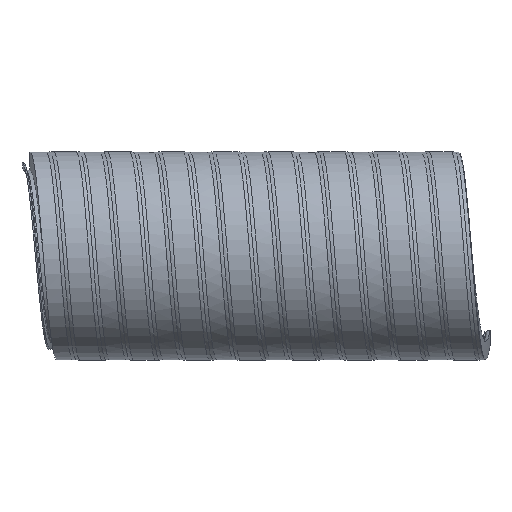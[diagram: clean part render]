
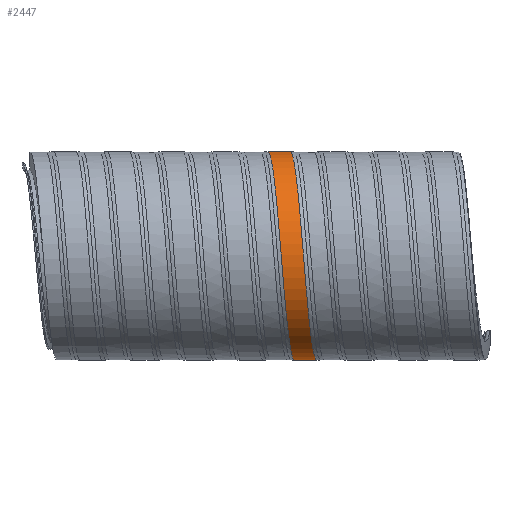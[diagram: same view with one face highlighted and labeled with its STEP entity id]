
A CAD part, top view. The second image highlights one B-rep face of the part: STEP entity #2447.
In plain terms, the highlighted cylindrical face has radius 22.5 mm (diameter 45 mm), a full revolution.
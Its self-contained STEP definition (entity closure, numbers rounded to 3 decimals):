
#241=FACE_OUTER_BOUND('',#362,.T.);
#362=EDGE_LOOP('',(#1926,#1927,#1928,#1929));
#553=B_SPLINE_CURVE_WITH_KNOTS('',3,(#12871,#12872,#12873,#12874,#12875,
#12876,#12877,#12878,#12879,#12880,#12881,#12882,#12883,#12884,#12885,#12886),
 .UNSPECIFIED.,.F.,.F.,(4,1,1,1,1,1,1,1,1,1,1,1,1,4),(21.991,
22.335,22.832,23.328,23.824,24.321,
24.817,25.313,25.81,26.306,26.802,
27.299,27.795,28.274),.UNSPECIFIED.);
#554=B_SPLINE_CURVE_WITH_KNOTS('',3,(#12887,#12888,#12889,#12890,#12891,
#12892,#12893,#12894,#12895,#12896,#12897,#12898,#12899,#12900,#12901,#12902),
 .UNSPECIFIED.,.F.,.F.,(4,1,1,1,1,1,1,1,1,1,1,1,1,4),(21.991,
22.335,22.832,23.328,23.824,24.321,
24.817,25.313,25.81,26.306,26.802,
27.299,27.795,28.274),.UNSPECIFIED.);
#690=LINE('',#12832,#813);
#691=LINE('',#12870,#814);
#813=VECTOR('',#2988,22.5);
#814=VECTOR('',#2991,22.5);
#1027=VERTEX_POINT('',#12830);
#1028=VERTEX_POINT('',#12831);
#1029=VERTEX_POINT('',#12868);
#1030=VERTEX_POINT('',#12869);
#1347=EDGE_CURVE('',#1027,#1028,#690,.T.);
#1350=EDGE_CURVE('',#1029,#1030,#691,.T.);
#1351=EDGE_CURVE('',#1027,#1029,#553,.T.);
#1352=EDGE_CURVE('',#1028,#1030,#554,.T.);
#1926=ORIENTED_EDGE('',*,*,#1350,.F.);
#1927=ORIENTED_EDGE('',*,*,#1351,.F.);
#1928=ORIENTED_EDGE('',*,*,#1347,.T.);
#1929=ORIENTED_EDGE('',*,*,#1352,.T.);
#2214=CYLINDRICAL_SURFACE('',#2627,22.5);
#2447=ADVANCED_FACE('',(#241),#2214,.T.);
#2627=AXIS2_PLACEMENT_3D('',#12867,#2989,#2990);
#2988=DIRECTION('',(-1.,0.,0.));
#2989=DIRECTION('center_axis',(1.,0.,0.));
#2990=DIRECTION('ref_axis',(0.,1.,0.));
#2991=DIRECTION('',(-1.,0.,0.));
#12830=CARTESIAN_POINT('',(52.,-22.499,0.001));
#12831=CARTESIAN_POINT('',(47.203,-22.499,0.001));
#12832=CARTESIAN_POINT('',(11.575,-22.5,0.));
#12867=CARTESIAN_POINT('Origin',(11.575,0.,0.));
#12868=CARTESIAN_POINT('',(63.55,-22.502,0.));
#12869=CARTESIAN_POINT('',(58.753,-22.502,0.));
#12870=CARTESIAN_POINT('',(11.575,-22.5,0.));
#12871=CARTESIAN_POINT('Ctrl Pts',(52.,-22.499,0.001));
#12872=CARTESIAN_POINT('Ctrl Pts',(52.211,-22.497,-2.582));
#12873=CARTESIAN_POINT('Ctrl Pts',(52.726,-21.413,-8.888));
#12874=CARTESIAN_POINT('Ctrl Pts',(53.545,-15.638,-17.467));
#12875=CARTESIAN_POINT('Ctrl Pts',(54.457,-5.433,-22.807));
#12876=CARTESIAN_POINT('Ctrl Pts',(55.37,6.083,-22.642));
#12877=CARTESIAN_POINT('Ctrl Pts',(56.282,16.132,-17.013));
#12878=CARTESIAN_POINT('Ctrl Pts',(57.194,22.287,-7.278));
#12879=CARTESIAN_POINT('Ctrl Pts',(58.107,23.063,4.214));
#12880=CARTESIAN_POINT('Ctrl Pts',(59.019,18.274,14.688));
#12881=CARTESIAN_POINT('Ctrl Pts',(59.932,9.074,21.618));
#12882=CARTESIAN_POINT('Ctrl Pts',(60.844,-2.316,23.33));
#12883=CARTESIAN_POINT('Ctrl Pts',(61.756,-13.147,19.412));
#12884=CARTESIAN_POINT('Ctrl Pts',(62.658,-20.716,10.908));
#12885=CARTESIAN_POINT('Ctrl Pts',(63.256,-22.501,3.593));
#12886=CARTESIAN_POINT('Ctrl Pts',(63.55,-22.502,0.));
#12887=CARTESIAN_POINT('Ctrl Pts',(47.203,-22.499,0.001));
#12888=CARTESIAN_POINT('Ctrl Pts',(47.414,-22.497,-2.582));
#12889=CARTESIAN_POINT('Ctrl Pts',(47.929,-21.413,-8.888));
#12890=CARTESIAN_POINT('Ctrl Pts',(48.748,-15.638,-17.467));
#12891=CARTESIAN_POINT('Ctrl Pts',(49.661,-5.433,-22.807));
#12892=CARTESIAN_POINT('Ctrl Pts',(50.573,6.083,-22.642));
#12893=CARTESIAN_POINT('Ctrl Pts',(51.486,16.132,-17.013));
#12894=CARTESIAN_POINT('Ctrl Pts',(52.398,22.287,-7.278));
#12895=CARTESIAN_POINT('Ctrl Pts',(53.31,23.063,4.214));
#12896=CARTESIAN_POINT('Ctrl Pts',(54.223,18.274,14.688));
#12897=CARTESIAN_POINT('Ctrl Pts',(55.135,9.074,21.618));
#12898=CARTESIAN_POINT('Ctrl Pts',(56.047,-2.316,23.33));
#12899=CARTESIAN_POINT('Ctrl Pts',(56.96,-13.147,19.412));
#12900=CARTESIAN_POINT('Ctrl Pts',(57.862,-20.716,10.908));
#12901=CARTESIAN_POINT('Ctrl Pts',(58.46,-22.501,3.593));
#12902=CARTESIAN_POINT('Ctrl Pts',(58.753,-22.502,0.));
